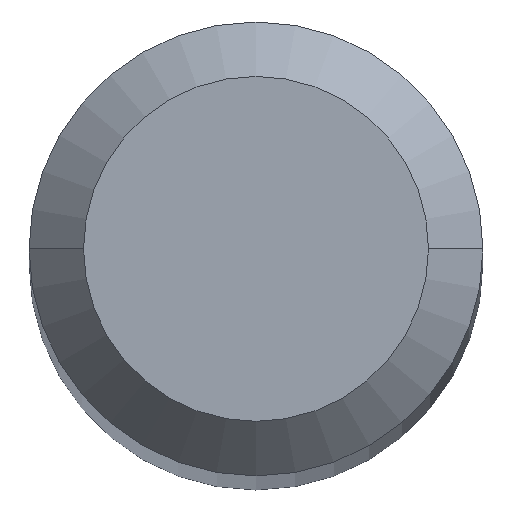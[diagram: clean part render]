
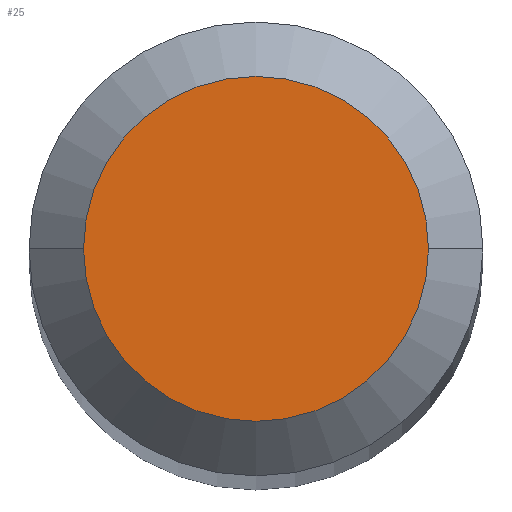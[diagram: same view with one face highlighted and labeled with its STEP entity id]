
A CAD part, top view. The second image highlights one B-rep face of the part: STEP entity #25.
In plain terms, the highlighted planar face has unit normal (0, 0, 1).
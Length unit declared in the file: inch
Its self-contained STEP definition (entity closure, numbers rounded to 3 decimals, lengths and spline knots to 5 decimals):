
#2 = AXIS2_PLACEMENT_3D ( 'NONE', #426, #100, #139 ) ;
#25 = ADVANCED_FACE ( 'NONE', ( #340 ), #166, .F. ) ;
#39 = DIRECTION ( 'NONE',  ( 0., 0., 1. ) ) ;
#88 = ORIENTED_EDGE ( 'NONE', *, *, #377, .T. ) ;
#100 = DIRECTION ( 'NONE',  ( 0., 0., 1. ) ) ;
#104 = ORIENTED_EDGE ( 'NONE', *, *, #154, .T. ) ;
#124 = DIRECTION ( 'NONE',  ( -1., 0., 0. ) ) ;
#139 = DIRECTION ( 'NONE',  ( 1., 0., 0. ) ) ;
#154 = EDGE_CURVE ( 'NONE', #302, #241, #194, .T. ) ;
#161 = CIRCLE ( 'NONE', #2, 0.0475 ) ;
#166 = PLANE ( 'NONE',  #332 ) ;
#183 = DIRECTION ( 'NONE',  ( 1., 0., 0. ) ) ;
#194 = CIRCLE ( 'NONE', #453, 0.0475 ) ;
#208 = CARTESIAN_POINT ( 'NONE',  ( -0.0475, 0., 0. ) ) ;
#234 = EDGE_LOOP ( 'NONE', ( #104, #88 ) ) ;
#241 = VERTEX_POINT ( 'NONE', #290 ) ;
#289 = CARTESIAN_POINT ( 'NONE',  ( 0., 0., 0. ) ) ;
#290 = CARTESIAN_POINT ( 'NONE',  ( 0.0475, 0., 0. ) ) ;
#302 = VERTEX_POINT ( 'NONE', #208 ) ;
#306 = CARTESIAN_POINT ( 'NONE',  ( 0., 0.0475, 0. ) ) ;
#332 = AXIS2_PLACEMENT_3D ( 'NONE', #306, #370, #124 ) ;
#340 = FACE_OUTER_BOUND ( 'NONE', #234, .T. ) ;
#370 = DIRECTION ( 'NONE',  ( 0., 0., -1. ) ) ;
#377 = EDGE_CURVE ( 'NONE', #241, #302, #161, .T. ) ;
#426 = CARTESIAN_POINT ( 'NONE',  ( 0., 0., 0. ) ) ;
#453 = AXIS2_PLACEMENT_3D ( 'NONE', #289, #39, #183 ) ;
